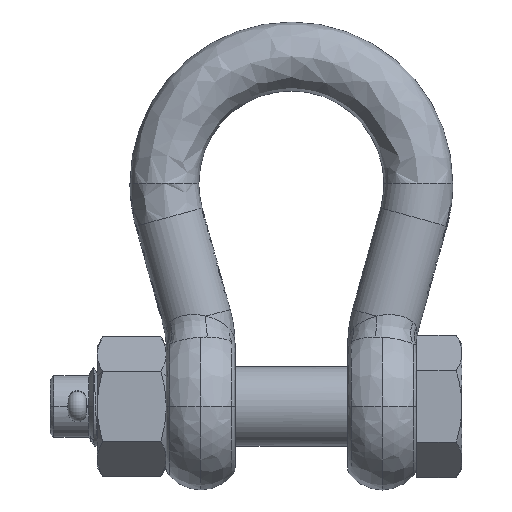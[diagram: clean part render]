
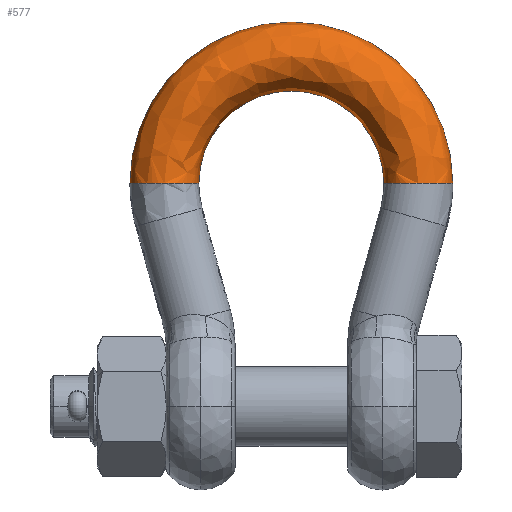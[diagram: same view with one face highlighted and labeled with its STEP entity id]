
A CAD part, top view. The second image highlights one B-rep face of the part: STEP entity #577.
In plain terms, the highlighted free-form (B-spline) face has degree [3, 3] with [4, 4] control points.
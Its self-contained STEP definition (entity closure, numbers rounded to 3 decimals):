
#577=ADVANCED_FACE('NONE',(#1772),#1773,.F.);
#1772=FACE_OUTER_BOUND('',#9728,.T.);
#1773=(B_SPLINE_SURFACE(3,3,((#9730,#9731,#9732,#9733),(#9734,#9735,#9736,#9737),(#9738,#9739,#9740,#9741),(#9742,#9743,#9744,#9745)),.UNSPECIFIED.,.F.,.F.,.F.)B_SPLINE_SURFACE_WITH_KNOTS((4,4),(4,4),(0.0,1.0),(0.0,1.0),.UNSPECIFIED.)RATIONAL_B_SPLINE_SURFACE(((1.0,0.333,0.333,1.0),(0.333,0.111,0.111,0.333),(0.333,0.111,0.111,0.333),(1.0,0.333,0.333,1.0)))BOUNDED_SURFACE()REPRESENTATION_ITEM('')GEOMETRIC_REPRESENTATION_ITEM()SURFACE());
#9728=EDGE_LOOP('',(#17478,#17479,#17480,#17481));
#9730=CARTESIAN_POINT('',(-25.5,61.5,0.));
#9731=CARTESIAN_POINT('',(-25.5,112.5,0.));
#9732=CARTESIAN_POINT('',(25.5,112.5,0.));
#9733=CARTESIAN_POINT('',(25.5,61.5,0.));
#9734=CARTESIAN_POINT('',(-25.5,61.5,19.0));
#9735=CARTESIAN_POINT('',(-25.5,112.5,19.0));
#9736=CARTESIAN_POINT('',(25.5,112.5,19.0));
#9737=CARTESIAN_POINT('',(25.5,61.5,19.0));
#9738=CARTESIAN_POINT('',(-44.5,61.5,19.0));
#9739=CARTESIAN_POINT('',(-44.5,150.5,19.0));
#9740=CARTESIAN_POINT('',(44.5,150.5,19.0));
#9741=CARTESIAN_POINT('',(44.5,61.5,19.0));
#9742=CARTESIAN_POINT('',(-44.5,61.5,0.));
#9743=CARTESIAN_POINT('',(-44.5,150.5,0.));
#9744=CARTESIAN_POINT('',(44.5,150.5,0.));
#9745=CARTESIAN_POINT('',(44.5,61.5,0.));
#17478=ORIENTED_EDGE('',*,*,#20614,.T.);
#17479=ORIENTED_EDGE('',*,*,#19566,.T.);
#17480=ORIENTED_EDGE('',*,*,#20496,.F.);
#17481=ORIENTED_EDGE('',*,*,#19568,.T.);
#19566=EDGE_CURVE('NONE',#21882,#21883,#21884,.T.);
#19568=EDGE_CURVE('NONE',#21887,#21885,#21888,.T.);
#20496=EDGE_CURVE('NONE',#21887,#21883,#23455,.T.);
#20614=EDGE_CURVE('NONE',#21885,#21882,#23654,.T.);
#21882=VERTEX_POINT('NONE',#28274);
#21883=VERTEX_POINT('NONE',#28275);
#21884=CIRCLE('',#28276,44.5);
#21885=VERTEX_POINT('NONE',#28277);
#21887=VERTEX_POINT('NONE',#28289);
#21888=CIRCLE('',#28290,25.5);
#23455=CIRCLE('',#34194,9.5);
#23654=CIRCLE('',#34871,9.5);
#28274=CARTESIAN_POINT('',(44.5,61.5,0.));
#28275=CARTESIAN_POINT('',(-44.5,61.5,0.));
#28276=AXIS2_PLACEMENT_3D('',#38430,#38431,#38432);
#28277=CARTESIAN_POINT('',(25.5,61.5,0.));
#28289=CARTESIAN_POINT('',(-25.5,61.5,0.));
#28290=AXIS2_PLACEMENT_3D('',#38433,#38434,#38435);
#34194=AXIS2_PLACEMENT_3D('',#39000,#39001,#39002);
#34871=AXIS2_PLACEMENT_3D('',#39082,#39083,#39084);
#38430=CARTESIAN_POINT('',(0.0,61.5,0.));
#38431=DIRECTION('',(0.0,0.0,1.0));
#38432=DIRECTION('',(-1.0,0.0,0.0));
#38433=CARTESIAN_POINT('',(0.0,61.5,0.));
#38434=DIRECTION('',(0.0,0.0,-1.0));
#38435=DIRECTION('',(-1.0,0.0,0.0));
#39000=CARTESIAN_POINT('',(-35.0,61.5,0.));
#39001=DIRECTION('',(0.0,-1.0,0.0));
#39002=DIRECTION('',(0.0,0.0,-1.0));
#39082=CARTESIAN_POINT('',(35.0,61.5,0.));
#39083=DIRECTION('',(0.0,1.0,-0.0));
#39084=DIRECTION('',(0.0,0.0,1.0));
